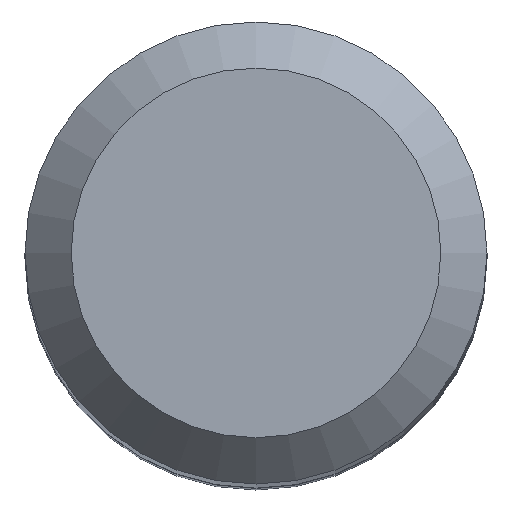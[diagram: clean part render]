
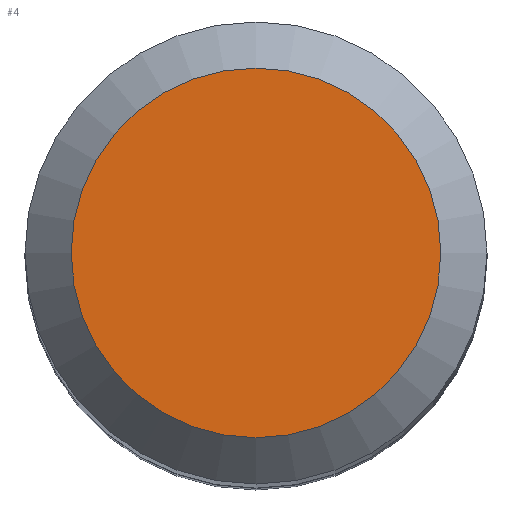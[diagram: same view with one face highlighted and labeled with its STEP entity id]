
A CAD part, top view. The second image highlights one B-rep face of the part: STEP entity #4.
In plain terms, the highlighted planar face has unit normal (0, 0, 1).
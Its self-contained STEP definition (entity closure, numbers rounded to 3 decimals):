
#4 = ADVANCED_FACE ( 'NONE', ( #34 ), #18, .F. ) ;
#16 = DIRECTION ( 'NONE',  ( 0., 1., 0. ) ) ;
#18 = PLANE ( 'NONE',  #192 ) ;
#34 = FACE_OUTER_BOUND ( 'NONE', #205, .T. ) ;
#49 = EDGE_CURVE ( 'NONE', #109, #109, #111, .T. ) ;
#94 = CARTESIAN_POINT ( 'NONE',  ( 0., 0., 63. ) ) ;
#109 = VERTEX_POINT ( 'NONE', #151 ) ;
#111 = CIRCLE ( 'NONE', #115, 3.2 ) ;
#115 = AXIS2_PLACEMENT_3D ( 'NONE', #94, #176, #158 ) ;
#151 = CARTESIAN_POINT ( 'NONE',  ( 0., 3.2, 63. ) ) ;
#158 = DIRECTION ( 'NONE',  ( 0., 1., 0. ) ) ;
#163 = ORIENTED_EDGE ( 'NONE', *, *, #49, .F. ) ;
#176 = DIRECTION ( 'NONE',  ( 0., 0., -1. ) ) ;
#192 = AXIS2_PLACEMENT_3D ( 'NONE', #200, #219, #16 ) ;
#200 = CARTESIAN_POINT ( 'NONE',  ( 0., 0., 63. ) ) ;
#205 = EDGE_LOOP ( 'NONE', ( #163 ) ) ;
#219 = DIRECTION ( 'NONE',  ( 0., 0., -1. ) ) ;
